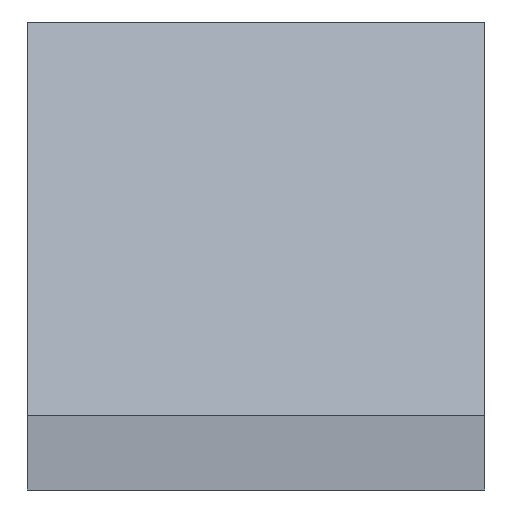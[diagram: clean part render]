
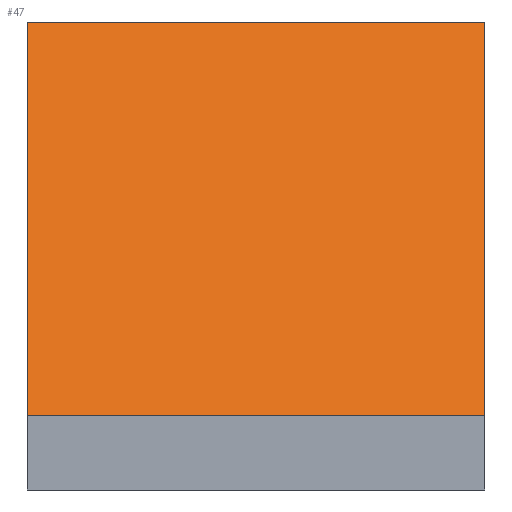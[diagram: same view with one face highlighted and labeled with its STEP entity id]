
A CAD part, front view. The second image highlights one B-rep face of the part: STEP entity #47.
In plain terms, the highlighted planar face has unit normal (0, -0.707, 0.707).
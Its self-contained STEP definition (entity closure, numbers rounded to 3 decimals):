
#47=ADVANCED_FACE('',(#91),#92,.T.);
#91=FACE_OUTER_BOUND('',#129,.T.);
#92=PLANE('',#130);
#129=EDGE_LOOP('',(#199,#200,#201,#202));
#130=AXIS2_PLACEMENT_3D('',#203,#204,#205);
#199=ORIENTED_EDGE('',*,*,#238,.T.);
#200=ORIENTED_EDGE('',*,*,#258,.T.);
#201=ORIENTED_EDGE('',*,*,#252,.F.);
#202=ORIENTED_EDGE('',*,*,#245,.F.);
#203=CARTESIAN_POINT('',(0.,-90.0,14.369));
#204=DIRECTION('',(0.,-0.707,0.707));
#205=DIRECTION('',(-1.0,0.,0.0));
#238=EDGE_CURVE('',#280,#278,#281,.T.);
#245=EDGE_CURVE('',#280,#290,#291,.T.);
#252=EDGE_CURVE('',#290,#302,#303,.T.);
#258=EDGE_CURVE('',#278,#302,#309,.T.);
#278=VERTEX_POINT('',#334);
#280=VERTEX_POINT('',#337);
#281=LINE('',#338,#339);
#290=VERTEX_POINT('',#352);
#291=LINE('',#353,#354);
#302=VERTEX_POINT('',#370);
#303=LINE('',#371,#372);
#309=LINE('',#381,#382);
#334=CARTESIAN_POINT('',(-44.0,-90.0,14.369));
#337=CARTESIAN_POINT('',(-44.0,-14.369,90.0));
#338=CARTESIAN_POINT('',(-44.0,-14.369,90.0));
#339=VECTOR('',#398,106.958);
#352=CARTESIAN_POINT('',(44.0,-14.369,90.0));
#353=CARTESIAN_POINT('',(-44.0,-14.369,90.0));
#354=VECTOR('',#403,88.0);
#370=CARTESIAN_POINT('',(44.0,-90.0,14.369));
#371=CARTESIAN_POINT('',(44.0,-14.369,90.0));
#372=VECTOR('',#409,106.958);
#381=CARTESIAN_POINT('',(-44.0,-90.0,14.369));
#382=VECTOR('',#413,88.0);
#398=DIRECTION('',(0.,-0.707,-0.707));
#403=DIRECTION('',(1.0,0.,0.0));
#409=DIRECTION('',(0.,-0.707,-0.707));
#413=DIRECTION('',(1.0,0.,0.0));
